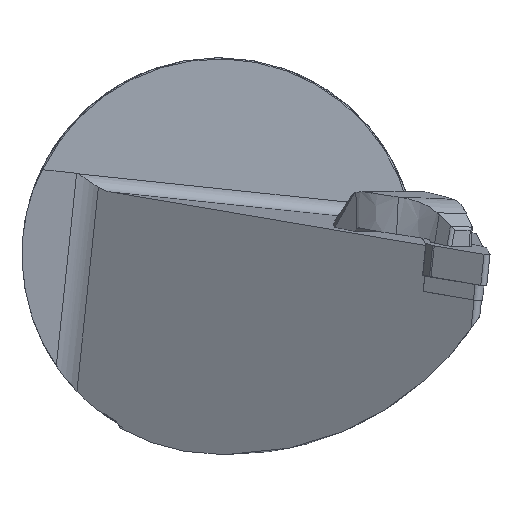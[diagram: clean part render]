
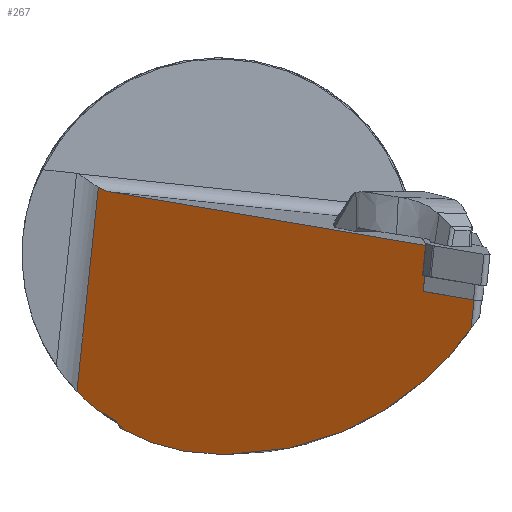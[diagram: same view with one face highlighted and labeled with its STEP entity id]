
A CAD part, left-side view. The second image highlights one B-rep face of the part: STEP entity #267.
In plain terms, the highlighted planar face has unit normal (-0.849, 0.527, -0.034).
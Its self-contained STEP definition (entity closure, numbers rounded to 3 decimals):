
#112=FACE_OUTER_BOUND('',#514,.T.);
#267=ADVANCED_FACE('',(#112),#383,.F.);
#383=PLANE('',#2028);
#441=ELLIPSE('',#2022,5.763,3.);
#442=ELLIPSE('',#2023,47.107,40.);
#443=ELLIPSE('',#2024,41.466,32.861);
#444=ELLIPSE('',#2025,46.813,39.75);
#445=ELLIPSE('',#2026,47.696,40.5);
#446=ELLIPSE('',#2027,70.661,60.);
#514=EDGE_LOOP('',(#719,#720,#721,#722,#723,#724,#725,#726,#727,#728,#729,
#730,#731,#732,#733,#734));
#647=B_SPLINE_CURVE_WITH_KNOTS('',3,(#3073,#3074,#3075,#3076),
 .UNSPECIFIED.,.F.,.F.,(4,4),(0.,1.),.UNSPECIFIED.);
#648=B_SPLINE_CURVE_WITH_KNOTS('',3,(#3078,#3079,#3080,#3081),
 .UNSPECIFIED.,.F.,.F.,(4,4),(0.,1.),.UNSPECIFIED.);
#719=ORIENTED_EDGE('',*,*,#1468,.T.);
#720=ORIENTED_EDGE('',*,*,#1469,.T.);
#721=ORIENTED_EDGE('',*,*,#1470,.F.);
#722=ORIENTED_EDGE('',*,*,#1471,.F.);
#723=ORIENTED_EDGE('',*,*,#1454,.F.);
#724=ORIENTED_EDGE('',*,*,#1472,.F.);
#725=ORIENTED_EDGE('',*,*,#1473,.F.);
#726=ORIENTED_EDGE('',*,*,#1474,.F.);
#727=ORIENTED_EDGE('',*,*,#1475,.F.);
#728=ORIENTED_EDGE('',*,*,#1476,.F.);
#729=ORIENTED_EDGE('',*,*,#1477,.F.);
#730=ORIENTED_EDGE('',*,*,#1478,.F.);
#731=ORIENTED_EDGE('',*,*,#1479,.T.);
#732=ORIENTED_EDGE('',*,*,#1480,.T.);
#733=ORIENTED_EDGE('',*,*,#1481,.T.);
#734=ORIENTED_EDGE('',*,*,#1482,.T.);
#1259=VERTEX_POINT('',#2759);
#1263=VERTEX_POINT('',#2770);
#1277=VERTEX_POINT('',#3056);
#1278=VERTEX_POINT('',#3057);
#1279=VERTEX_POINT('',#3059);
#1280=VERTEX_POINT('',#3061);
#1281=VERTEX_POINT('',#3064);
#1282=VERTEX_POINT('',#3066);
#1283=VERTEX_POINT('',#3068);
#1284=VERTEX_POINT('',#3070);
#1285=VERTEX_POINT('',#3072);
#1286=VERTEX_POINT('',#3077);
#1287=VERTEX_POINT('',#3082);
#1288=VERTEX_POINT('',#3084);
#1289=VERTEX_POINT('',#3086);
#1290=VERTEX_POINT('',#3088);
#1454=EDGE_CURVE('',#1263,#1259,#1732,.T.);
#1468=EDGE_CURVE('',#1277,#1278,#1739,.T.);
#1469=EDGE_CURVE('',#1278,#1279,#1740,.T.);
#1470=EDGE_CURVE('',#1280,#1279,#1741,.T.);
#1471=EDGE_CURVE('',#1259,#1280,#1742,.T.);
#1472=EDGE_CURVE('',#1281,#1263,#441,.T.);
#1473=EDGE_CURVE('',#1282,#1281,#1743,.T.);
#1474=EDGE_CURVE('',#1283,#1282,#442,.T.);
#1475=EDGE_CURVE('',#1284,#1283,#443,.T.);
#1476=EDGE_CURVE('',#1285,#1284,#444,.T.);
#1477=EDGE_CURVE('',#1286,#1285,#647,.T.);
#1478=EDGE_CURVE('',#1287,#1286,#648,.T.);
#1479=EDGE_CURVE('',#1287,#1288,#445,.T.);
#1480=EDGE_CURVE('',#1288,#1289,#1744,.T.);
#1481=EDGE_CURVE('',#1289,#1290,#446,.T.);
#1482=EDGE_CURVE('',#1290,#1277,#1745,.T.);
#1732=LINE('',#2771,#1868);
#1739=LINE('',#3055,#1875);
#1740=LINE('',#3058,#1876);
#1741=LINE('',#3060,#1877);
#1742=LINE('',#3062,#1878);
#1743=LINE('',#3065,#1879);
#1744=LINE('',#3085,#1880);
#1745=LINE('',#3089,#1881);
#1868=VECTOR('',#2222,1.);
#1875=VECTOR('',#2245,1.);
#1876=VECTOR('',#2246,1.);
#1877=VECTOR('',#2247,1.);
#1878=VECTOR('',#2248,1.);
#1879=VECTOR('',#2251,1.);
#1880=VECTOR('',#2260,1.);
#1881=VECTOR('',#2263,1.);
#2022=AXIS2_PLACEMENT_3D('',#3063,#2249,#2250);
#2023=AXIS2_PLACEMENT_3D('',#3067,#2252,#2253);
#2024=AXIS2_PLACEMENT_3D('',#3069,#2254,#2255);
#2025=AXIS2_PLACEMENT_3D('',#3071,#2256,#2257);
#2026=AXIS2_PLACEMENT_3D('',#3083,#2258,#2259);
#2027=AXIS2_PLACEMENT_3D('',#3087,#2261,#2262);
#2028=AXIS2_PLACEMENT_3D('',#3090,#2264,#2265);
#2222=DIRECTION('',(-0.518,-0.843,-0.143));
#2245=DIRECTION('',(0.518,0.843,0.143));
#2246=DIRECTION('',(-0.105,-0.104,0.989));
#2247=DIRECTION('',(-0.518,-0.843,-0.143));
#2248=DIRECTION('',(0.105,0.104,-0.989));
#2249=DIRECTION('',(-0.849,0.527,-0.034));
#2250=DIRECTION('',(0.518,0.843,0.143));
#2251=DIRECTION('',(-0.105,-0.104,0.989));
#2252=DIRECTION('',(0.849,-0.527,0.034));
#2253=DIRECTION('',(-0.528,-0.847,0.055));
#2254=DIRECTION('',(0.849,-0.527,0.034));
#2255=DIRECTION('',(0.528,0.847,-0.055));
#2256=DIRECTION('',(0.849,-0.527,0.034));
#2257=DIRECTION('',(-0.528,-0.847,0.055));
#2258=DIRECTION('',(-0.849,0.527,-0.034));
#2259=DIRECTION('',(0.528,0.847,-0.055));
#2260=DIRECTION('',(-0.527,-0.85,0.));
#2261=DIRECTION('',(-0.849,0.527,-0.034));
#2262=DIRECTION('',(0.528,0.847,-0.055));
#2263=DIRECTION('',(-0.105,-0.104,0.989));
#2264=DIRECTION('',(0.849,-0.527,0.034));
#2265=DIRECTION('',(0.527,0.85,0.));
#2759=CARTESIAN_POINT('',(8.167,-41.93,1.882));
#2770=CARTESIAN_POINT('',(47.314,21.842,12.722));
#2771=CARTESIAN_POINT('',(48.98,24.557,13.184));
#3055=CARTESIAN_POINT('',(49.956,25.527,3.956));
#3056=CARTESIAN_POINT('',(2.52,-51.747,-9.179));
#3057=CARTESIAN_POINT('',(8.858,-41.423,-7.425));
#3058=CARTESIAN_POINT('',(7.812,-42.463,2.466));
#3059=CARTESIAN_POINT('',(8.525,-41.754,-4.279));
#3060=CARTESIAN_POINT('',(49.623,25.197,7.101));
#3061=CARTESIAN_POINT('',(8.81,-41.291,-4.201));
#3062=CARTESIAN_POINT('',(0.923,-49.134,70.425));
#3063=CARTESIAN_POINT('',(47.,21.53,15.689));
#3064=CARTESIAN_POINT('',(48.927,24.504,13.69));
#3065=CARTESIAN_POINT('',(41.737,17.353,81.726));
#3066=CARTESIAN_POINT('',(53.301,28.855,-27.702));
#3067=CARTESIAN_POINT('',(34.27,0.,0.));
#3068=CARTESIAN_POINT('',(50.433,23.951,-32.037));
#3069=CARTESIAN_POINT('',(42.136,12.619,-0.822));
#3070=CARTESIAN_POINT('',(50.,23.24,-32.249));
#3071=CARTESIAN_POINT('',(34.27,0.,0.));
#3072=CARTESIAN_POINT('',(49.,21.554,-33.399));
#3073=CARTESIAN_POINT('',(48.307,20.359,-34.605));
#3074=CARTESIAN_POINT('',(48.475,20.662,-34.09));
#3075=CARTESIAN_POINT('',(48.723,21.088,-33.7));
#3076=CARTESIAN_POINT('',(49.,21.554,-33.399));
#3077=CARTESIAN_POINT('',(48.307,20.359,-34.605));
#3078=CARTESIAN_POINT('',(48.105,19.993,-35.221));
#3079=CARTESIAN_POINT('',(48.173,20.116,-35.016));
#3080=CARTESIAN_POINT('',(48.24,20.238,-34.811));
#3081=CARTESIAN_POINT('',(48.307,20.359,-34.605));
#3082=CARTESIAN_POINT('',(48.105,19.993,-35.221));
#3083=CARTESIAN_POINT('',(34.27,0.,0.));
#3084=CARTESIAN_POINT('',(35.908,0.,-40.5));
#3085=CARTESIAN_POINT('',(45.305,15.138,-40.5));
#3086=CARTESIAN_POINT('',(34.638,-2.046,-40.5));
#3087=CARTESIAN_POINT('',(32.211,-2.046,19.5));
#3088=CARTESIAN_POINT('',(3.135,-51.135,-15.));
#3089=CARTESIAN_POINT('',(-5.699,-59.921,68.592));
#3090=CARTESIAN_POINT('',(41.737,17.353,81.726));
